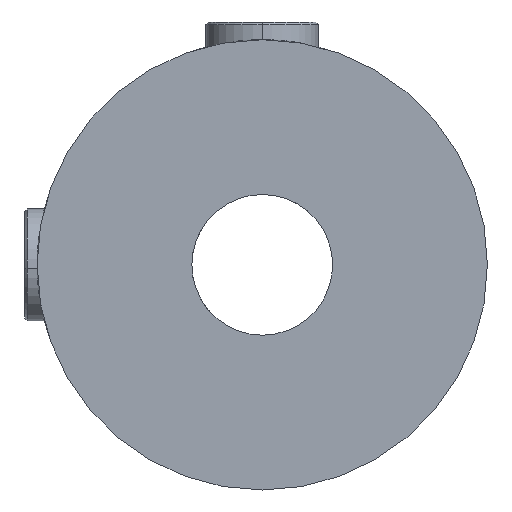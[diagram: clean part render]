
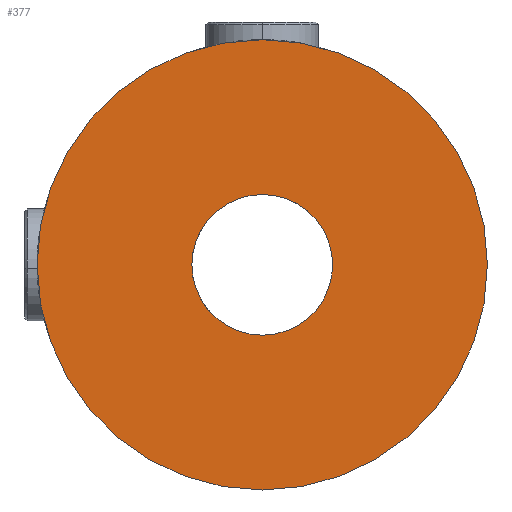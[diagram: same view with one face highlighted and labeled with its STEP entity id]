
A CAD part, left-side view. The second image highlights one B-rep face of the part: STEP entity #377.
In plain terms, the highlighted planar face has unit normal (-1, 0, 0).
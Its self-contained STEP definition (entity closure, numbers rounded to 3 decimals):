
#289 = VERTEX_POINT ( 'NONE', #6280 ) ;
#377 = ADVANCED_FACE ( 'NONE', ( #2051, #5954 ), #5072, .T. ) ;
#392 = EDGE_LOOP ( 'NONE', ( #2271, #1830 ) ) ;
#764 = DIRECTION ( 'NONE',  ( 0., 0., -1. ) ) ;
#1225 = DIRECTION ( 'NONE',  ( 0., 0., -1. ) ) ;
#1313 = EDGE_CURVE ( 'NONE', #1671, #289, #2055, .T. ) ;
#1433 = EDGE_CURVE ( 'NONE', #5112, #4867, #4432, .T. ) ;
#1671 = VERTEX_POINT ( 'NONE', #2015 ) ;
#1761 = CARTESIAN_POINT ( 'NONE',  ( 0., 0., 0. ) ) ;
#1830 = ORIENTED_EDGE ( 'NONE', *, *, #1433, .T. ) ;
#1848 = DIRECTION ( 'NONE',  ( 0., 0., -1. ) ) ;
#1897 = EDGE_CURVE ( 'NONE', #289, #1671, #3955, .T. ) ;
#1945 = AXIS2_PLACEMENT_3D ( 'NONE', #2444, #3965, #1848 ) ;
#2015 = CARTESIAN_POINT ( 'NONE',  ( 0., 0., -8. ) ) ;
#2051 = FACE_BOUND ( 'NONE', #392, .T. ) ;
#2055 = CIRCLE ( 'NONE', #2886, 8. ) ;
#2114 = DIRECTION ( 'NONE',  ( 1., 0., 0. ) ) ;
#2151 = DIRECTION ( 'NONE',  ( 0., 0., -1. ) ) ;
#2270 = EDGE_LOOP ( 'NONE', ( #5228, #5522 ) ) ;
#2271 = ORIENTED_EDGE ( 'NONE', *, *, #2646, .T. ) ;
#2444 = CARTESIAN_POINT ( 'NONE',  ( 0., 0., 0. ) ) ;
#2646 = EDGE_CURVE ( 'NONE', #4867, #5112, #3781, .T. ) ;
#2886 = AXIS2_PLACEMENT_3D ( 'NONE', #4672, #4223, #1225 ) ;
#3358 = CARTESIAN_POINT ( 'NONE',  ( 0., 0., -2.5 ) ) ;
#3555 = DIRECTION ( 'NONE',  ( 0., 0., 1. ) ) ;
#3781 = CIRCLE ( 'NONE', #4515, 2.5 ) ;
#3955 = CIRCLE ( 'NONE', #5292, 8. ) ;
#3965 = DIRECTION ( 'NONE',  ( 1., 0., 0. ) ) ;
#4035 = DIRECTION ( 'NONE',  ( -1., 0., 0. ) ) ;
#4111 = CARTESIAN_POINT ( 'NONE',  ( 0., 0., 2.5 ) ) ;
#4223 = DIRECTION ( 'NONE',  ( 1., 0., 0. ) ) ;
#4432 = CIRCLE ( 'NONE', #1945, 2.5 ) ;
#4515 = AXIS2_PLACEMENT_3D ( 'NONE', #1761, #6197, #764 ) ;
#4622 = CARTESIAN_POINT ( 'NONE',  ( 0., 0., 0. ) ) ;
#4672 = CARTESIAN_POINT ( 'NONE',  ( 0., 0., 0. ) ) ;
#4867 = VERTEX_POINT ( 'NONE', #3358 ) ;
#4905 = AXIS2_PLACEMENT_3D ( 'NONE', #5921, #4035, #3555 ) ;
#5072 = PLANE ( 'NONE',  #4905 ) ;
#5112 = VERTEX_POINT ( 'NONE', #4111 ) ;
#5228 = ORIENTED_EDGE ( 'NONE', *, *, #1313, .F. ) ;
#5292 = AXIS2_PLACEMENT_3D ( 'NONE', #4622, #2114, #2151 ) ;
#5522 = ORIENTED_EDGE ( 'NONE', *, *, #1897, .F. ) ;
#5921 = CARTESIAN_POINT ( 'NONE',  ( 0., 2.5, 0. ) ) ;
#5954 = FACE_OUTER_BOUND ( 'NONE', #2270, .T. ) ;
#6197 = DIRECTION ( 'NONE',  ( 1., 0., 0. ) ) ;
#6280 = CARTESIAN_POINT ( 'NONE',  ( 0., 0., 8. ) ) ;
